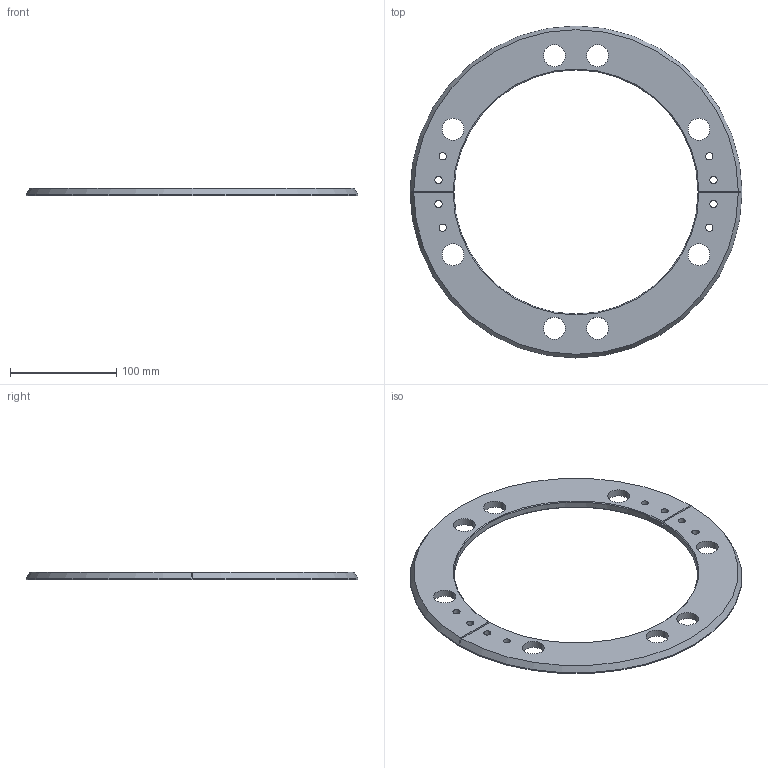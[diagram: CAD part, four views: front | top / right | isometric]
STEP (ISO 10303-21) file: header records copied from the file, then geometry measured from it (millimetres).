
FILE_DESCRIPTION (( 'STEP AP203' ), '1' );
FILE_NAME ('G1817.STEP', '2022-04-26T21:32:09', ( '' ), ( '' ), 'SwSTEP 2.0', 'SolidWorks 2020', '' );
FILE_SCHEMA (( 'CONFIG_CONTROL_DESIGN' ));
Length unit declared in the file: inch
Products named in the file (1): G1817
Bounding box: 312.75 x 312.75 x 7 mm (x, y, z)
Volume: 210794.4 mm3; surface area: 79598.2 mm2
Topology: 1 solids, 1 shells, 60 faces, 162 edges, 104 vertices
Faces by surface type: cylinder 42, cone 8, plane 8, torus 2
Entity records: 2121 total; most frequent: CARTESIAN_POINT 415, DIRECTION 356, ORIENTED_EDGE 324, EDGE_CURVE 162, AXIS2_PLACEMENT_3D 149, VERTEX_POINT 104, EDGE_LOOP 94, CIRCLE 88
